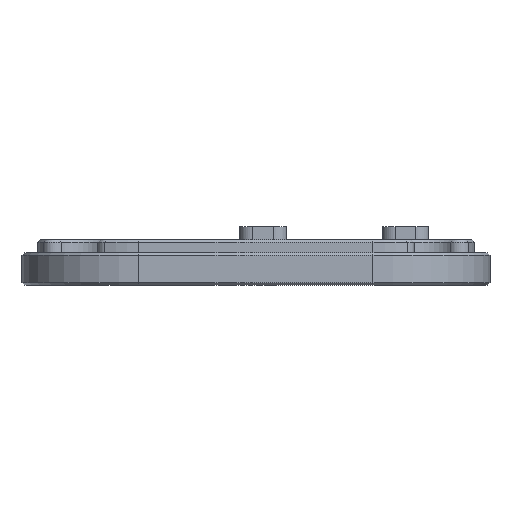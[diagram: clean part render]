
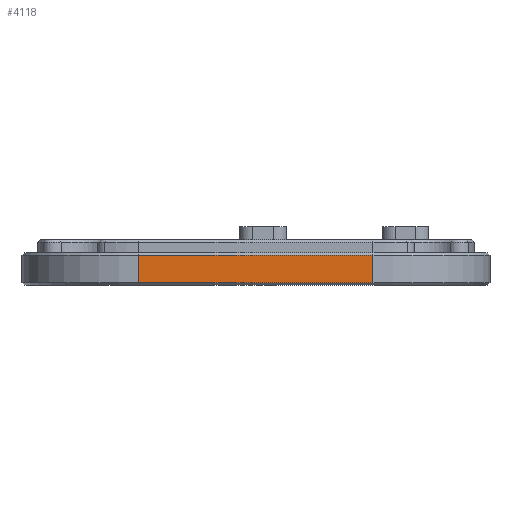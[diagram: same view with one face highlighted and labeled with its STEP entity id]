
A CAD part, left-side view. The second image highlights one B-rep face of the part: STEP entity #4118.
In plain terms, the highlighted planar face has unit normal (-1, 0, 0).
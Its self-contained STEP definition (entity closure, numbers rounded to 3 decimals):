
#187=PLANE('',#4600);
#406=FACE_OUTER_BOUND('',#666,.T.);
#666=EDGE_LOOP('',(#3520,#3521,#3522,#3523));
#989=LINE('',#7015,#1339);
#999=LINE('',#7042,#1349);
#1001=LINE('',#7049,#1351);
#1003=LINE('',#7053,#1353);
#1339=VECTOR('',#5751,10.);
#1349=VECTOR('',#5781,10.);
#1351=VECTOR('',#5789,18.);
#1353=VECTOR('',#5795,10.);
#1981=VERTEX_POINT('',#7009);
#1982=VERTEX_POINT('',#7013);
#1989=VERTEX_POINT('',#7041);
#1991=VERTEX_POINT('',#7047);
#2527=EDGE_CURVE('',#1981,#1982,#989,.T.);
#2540=EDGE_CURVE('',#1989,#1982,#999,.T.);
#2544=EDGE_CURVE('',#1991,#1981,#1001,.T.);
#2546=EDGE_CURVE('',#1989,#1991,#1003,.T.);
#3520=ORIENTED_EDGE('',*,*,#2527,.F.);
#3521=ORIENTED_EDGE('',*,*,#2544,.F.);
#3522=ORIENTED_EDGE('',*,*,#2546,.F.);
#3523=ORIENTED_EDGE('',*,*,#2540,.T.);
#4118=ADVANCED_FACE('',(#406),#187,.T.);
#4600=AXIS2_PLACEMENT_3D('',#7052,#5793,#5794);
#5751=DIRECTION('',(0.,1.,0.));
#5781=DIRECTION('',(0.,0.,-1.));
#5789=DIRECTION('',(0.,0.,-1.));
#5793=DIRECTION('center_axis',(-1.,0.,0.));
#5794=DIRECTION('ref_axis',(0.,1.,0.));
#5795=DIRECTION('',(0.,-1.,0.));
#7009=CARTESIAN_POINT('',(-62.,-18.,-15.6));
#7013=CARTESIAN_POINT('',(-62.,18.,-15.6));
#7015=CARTESIAN_POINT('',(-62.,-9.,-15.6));
#7041=CARTESIAN_POINT('',(-62.,18.,-11.4));
#7042=CARTESIAN_POINT('',(-62.,18.,-11.));
#7047=CARTESIAN_POINT('',(-62.,-18.,-11.4));
#7049=CARTESIAN_POINT('',(-62.,-18.,-11.));
#7052=CARTESIAN_POINT('Origin',(-62.,-18.,-11.));
#7053=CARTESIAN_POINT('',(-62.,-9.,-11.4));
